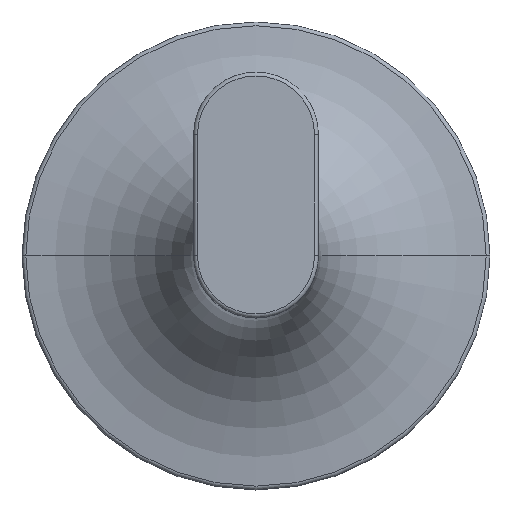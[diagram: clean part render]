
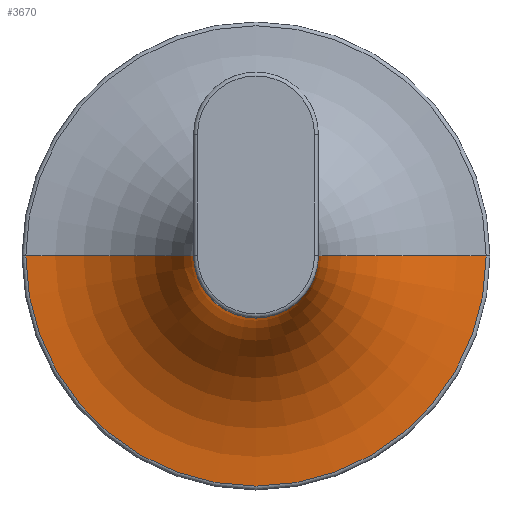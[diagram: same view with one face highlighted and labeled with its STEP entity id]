
A CAD part, top view. The second image highlights one B-rep face of the part: STEP entity #3670.
In plain terms, the highlighted toroidal (fillet/blend) face has major radius 30 mm and minor radius 22 mm.
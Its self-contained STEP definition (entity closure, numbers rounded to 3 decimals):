
#407 = ORIENTED_EDGE ( 'NONE', *, *, #1960, .F. ) ;
#809 = CARTESIAN_POINT ( 'NONE',  ( 8., 0., 25. ) ) ;
#1542 = DIRECTION ( 'NONE',  ( 0., 0., 1. ) ) ;
#1895 = AXIS2_PLACEMENT_3D ( 'NONE', #14584, #7555, #6004 ) ;
#1960 = EDGE_CURVE ( 'NONE', #10273, #12474, #13799, .T. ) ;
#3186 = CARTESIAN_POINT ( 'NONE',  ( 0., 0., 25. ) ) ;
#3670 = ADVANCED_FACE ( 'NONE', ( #17518 ), #13873, .F. ) ;
#4039 = AXIS2_PLACEMENT_3D ( 'NONE', #3186, #7419, #11848 ) ;
#4743 = AXIS2_PLACEMENT_3D ( 'NONE', #14113, #8134, #10841 ) ;
#5053 = DIRECTION ( 'NONE',  ( 0., -1., 0. ) ) ;
#5529 = CARTESIAN_POINT ( 'NONE',  ( 29.511, 0., 3.005 ) ) ;
#6004 = DIRECTION ( 'NONE',  ( -1., 0., 0. ) ) ;
#6458 = CIRCLE ( 'NONE', #1895, 22. ) ;
#6537 = EDGE_CURVE ( 'NONE', #18250, #10180, #10304, .T. ) ;
#7419 = DIRECTION ( 'NONE',  ( 0., 0., 1. ) ) ;
#7555 = DIRECTION ( 'NONE',  ( 0., 1., 0. ) ) ;
#7868 = AXIS2_PLACEMENT_3D ( 'NONE', #13639, #5053, #12499 ) ;
#8134 = DIRECTION ( 'NONE',  ( 0., 0., 1. ) ) ;
#10180 = VERTEX_POINT ( 'NONE', #5529 ) ;
#10273 = VERTEX_POINT ( 'NONE', #11236 ) ;
#10304 = CIRCLE ( 'NONE', #4743, 29.511 ) ;
#10665 = CARTESIAN_POINT ( 'NONE',  ( -29.511, 0., 3.005 ) ) ;
#10841 = DIRECTION ( 'NONE',  ( 1., 0., 0. ) ) ;
#11236 = CARTESIAN_POINT ( 'NONE',  ( -8., 0., 25. ) ) ;
#11412 = ORIENTED_EDGE ( 'NONE', *, *, #15930, .F. ) ;
#11848 = DIRECTION ( 'NONE',  ( 1., 0., 0. ) ) ;
#12009 = EDGE_CURVE ( 'NONE', #10273, #18250, #6458, .T. ) ;
#12193 = CIRCLE ( 'NONE', #7868, 22. ) ;
#12474 = VERTEX_POINT ( 'NONE', #809 ) ;
#12499 = DIRECTION ( 'NONE',  ( 0., 0., -1. ) ) ;
#13526 = EDGE_LOOP ( 'NONE', ( #407, #16504, #17528, #11412 ) ) ;
#13639 = CARTESIAN_POINT ( 'NONE',  ( 30., 0., 25. ) ) ;
#13799 = CIRCLE ( 'NONE', #14426, 8. ) ;
#13873 = TOROIDAL_SURFACE ( 'NONE', #4039, 30., 22. ) ;
#14113 = CARTESIAN_POINT ( 'NONE',  ( 0., 0., 3.005 ) ) ;
#14426 = AXIS2_PLACEMENT_3D ( 'NONE', #17780, #1542, #18222 ) ;
#14584 = CARTESIAN_POINT ( 'NONE',  ( -30., 0., 25. ) ) ;
#15930 = EDGE_CURVE ( 'NONE', #12474, #10180, #12193, .T. ) ;
#16504 = ORIENTED_EDGE ( 'NONE', *, *, #12009, .T. ) ;
#17518 = FACE_OUTER_BOUND ( 'NONE', #13526, .T. ) ;
#17528 = ORIENTED_EDGE ( 'NONE', *, *, #6537, .T. ) ;
#17780 = CARTESIAN_POINT ( 'NONE',  ( 0., 0., 25. ) ) ;
#18222 = DIRECTION ( 'NONE',  ( 1., 0., 0. ) ) ;
#18250 = VERTEX_POINT ( 'NONE', #10665 ) ;
